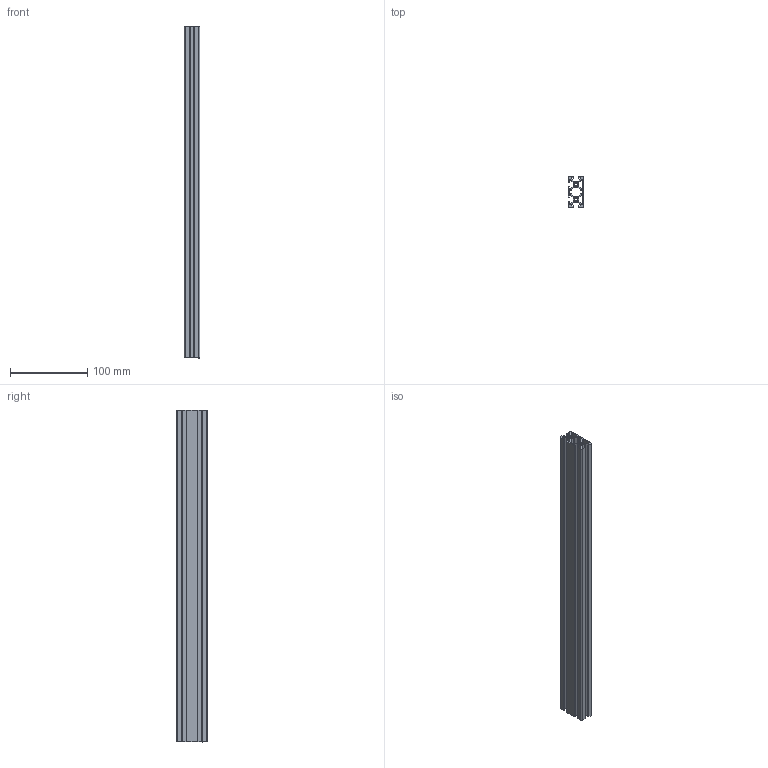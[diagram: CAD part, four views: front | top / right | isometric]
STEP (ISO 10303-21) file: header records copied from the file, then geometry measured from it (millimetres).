
FILE_DESCRIPTION(/* description */ (''),/* implementation_level */ '2;1');
FILE_NAME(/* name */ 'Front Solid Horizontal .step',/* time_stamp */ '2020-04-20T03:56:32-05:00',/* author */ (''),/* organization */ (''),/* preprocessor_version */ 'ST-DEVELOPER v18',/* originating_system */ 'Autodesk Translation Framework v8.12.0.6',/* authorisation */ '');
FILE_SCHEMA (('AUTOMOTIVE_DESIGN { 1 0 10303 214 3 1 1 }'));
Length unit declared in the file: millimetre
Products named in the file (2): Frame Standard; _20-2040-430-S
Assembly tree (1 placements, depth 2):
  Frame Standard
    _20-2040-430-S
Bounding box: 20 x 40 x 430 mm (x, y, z)
Volume: 125398.2 mm3; surface area: 151098.5 mm2
Topology: 1 solids, 1 shells, 170 faces, 514 edges, 346 vertices
Faces by surface type: cylinder 92, plane 78
Entity records: 6169 total; most frequent: DIRECTION 1044, CARTESIAN_POINT 1033, ORIENTED_EDGE 1028, EDGE_CURVE 514, AXIS2_PLACEMENT_3D 357, VERTEX_POINT 346, LINE 330, VECTOR 330
